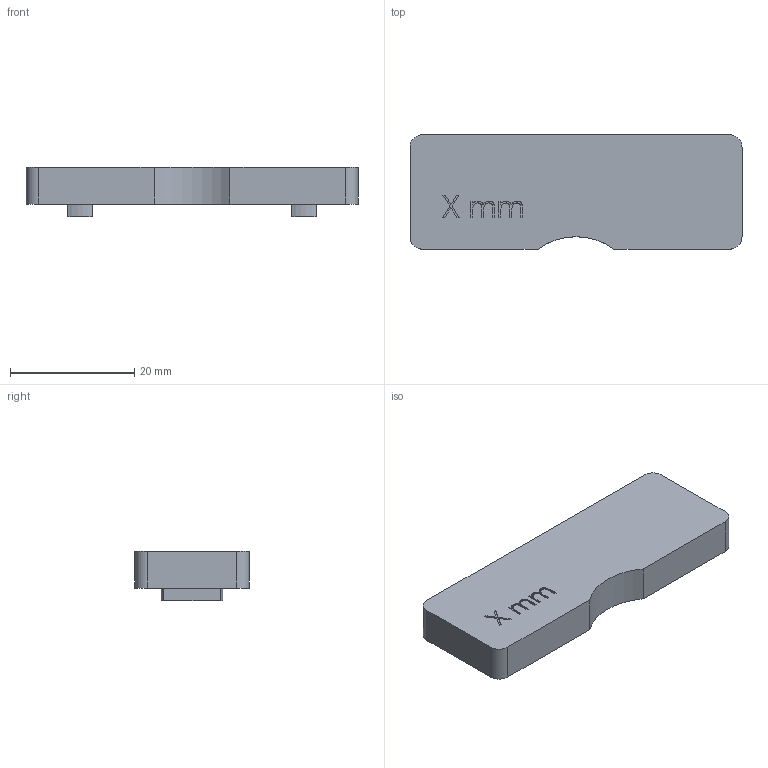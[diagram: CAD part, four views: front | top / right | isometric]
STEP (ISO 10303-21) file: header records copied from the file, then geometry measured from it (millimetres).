
FILE_DESCRIPTION (( 'STEP AP203' ), '1' );
FILE_NAME ('A19_21-7XX.STEP', '2022-12-14T12:29:05', ( '' ), ( '' ), 'SwSTEP 2.0', 'SolidWorks 2019', '' );
FILE_SCHEMA (( 'CONFIG_CONTROL_DESIGN' ));
Length unit declared in the file: millimetre
Products named in the file (1): A19_21-7XX
Bounding box: 53.4 x 18.4 x 7.9 mm (x, y, z)
Volume: 5832.7 mm3; surface area: 2875.2 mm2
Topology: 1 solids, 1 shells, 77 faces, 210 edges, 140 vertices
Faces by surface type: plane 50, bspline 18, cylinder 9
Entity records: 3411 total; most frequent: CARTESIAN_POINT 1486, ORIENTED_EDGE 420, DIRECTION 312, EDGE_CURVE 210, VECTOR 156, LINE 156, VERTEX_POINT 140, EDGE_LOOP 82
